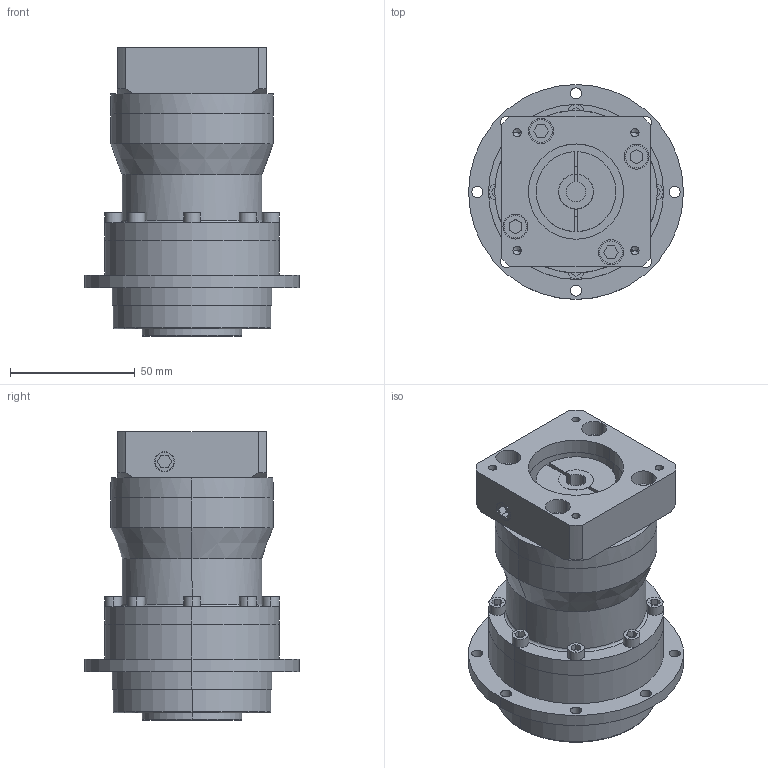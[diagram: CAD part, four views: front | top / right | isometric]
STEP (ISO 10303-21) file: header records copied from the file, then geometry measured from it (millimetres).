
FILE_DESCRIPTION (( 'STEP AP214' ), '1' );
FILE_NAME ('VGH64双级模型（8-21 38.1-2 4-4.5-47.14-47.14）.STEP', '2018-06-20T08:20:17', ( 'Windows' ), ( 'Microsoft' ), 'SwSTEP 2.0', 'SolidWorks 2016', '' );
FILE_SCHEMA (( 'AUTOMOTIVE_DESIGN' ));
Length unit declared in the file: millimetre
Products named in the file (1): VGH64双级模型（8-21 38.1-2 4-4.5-47.14-47.14）
Bounding box: 86 x 86 x 115.5 mm (x, y, z)
Volume: 355345.8 mm3; surface area: 65078.9 mm2
Topology: 4 solids, 4 shells, 337 faces, 817 edges, 519 vertices
Faces by surface type: plane 166, cylinder 135, cone 28, torus 8
Entity records: 10405 total; most frequent: CARTESIAN_POINT 1896, DIRECTION 1767, ORIENTED_EDGE 1590, EDGE_CURVE 795, AXIS2_PLACEMENT_3D 654, VERTEX_POINT 519, LINE 459, VECTOR 459
